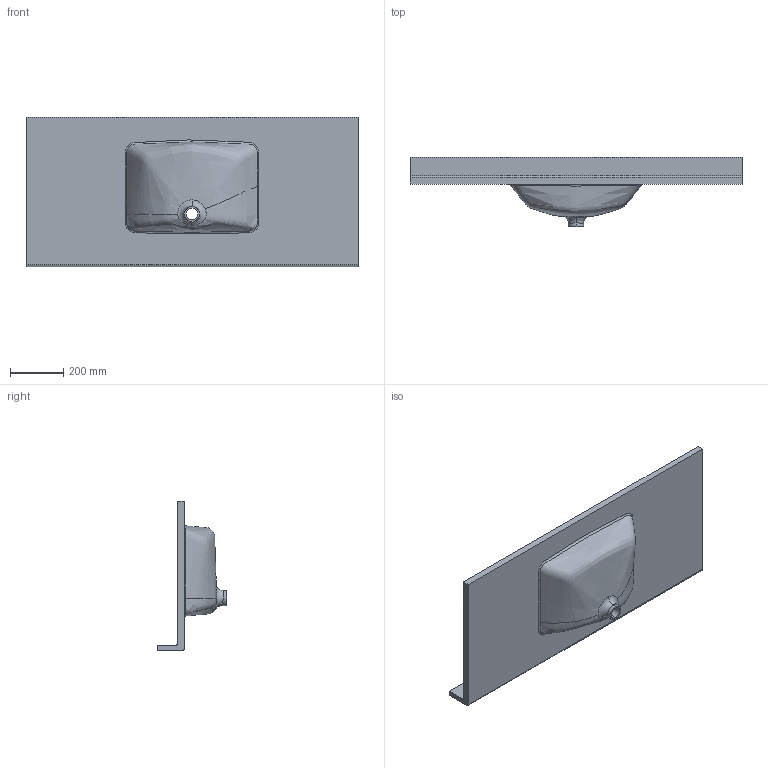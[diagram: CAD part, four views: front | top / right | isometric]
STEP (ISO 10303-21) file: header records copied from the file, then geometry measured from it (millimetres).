
FILE_DESCRIPTION (( 'STEP AP214' ), '1' );
FILE_NAME ('CV-2249.STEP', '2021-03-31T07:06:33', ( '' ), ( '' ), 'SwSTEP 2.0', 'SolidWorks 2020', '' );
FILE_SCHEMA (( 'AUTOMOTIVE_DESIGN' ));
Length unit declared in the file: inch
Products named in the file (1): CV-2249
Bounding box: 1244.6 x 260.35 x 558.8 mm (x, y, z)
Volume: 16937226.1 mm3; surface area: 1866316 mm2
Topology: 1 solids, 1 shells, 23 faces, 78 edges, 58 vertices
Faces by surface type: plane 9, bspline 8, cylinder 6
Entity records: 70553 total; most frequent: CARTESIAN_POINT 69877, ORIENTED_EDGE 156, DIRECTION 102, EDGE_CURVE 78, VERTEX_POINT 58, AXIS2_PLACEMENT_3D 36, VECTOR 30, LINE 30
